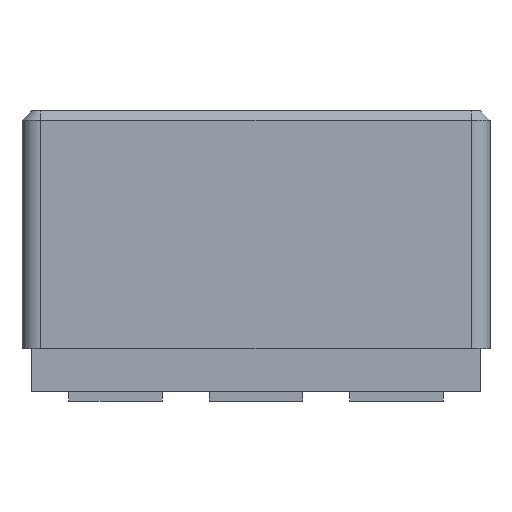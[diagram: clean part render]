
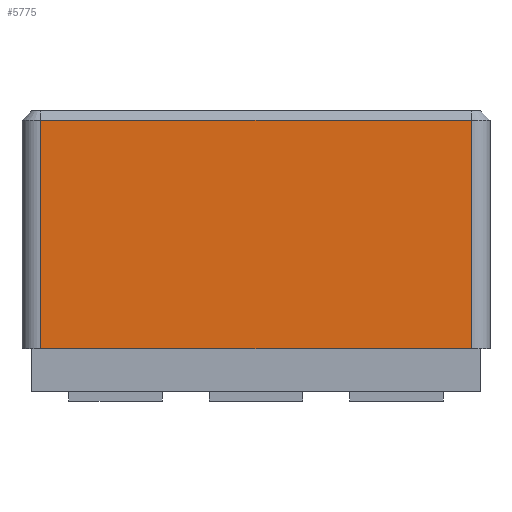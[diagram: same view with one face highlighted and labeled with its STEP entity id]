
A CAD part, front view. The second image highlights one B-rep face of the part: STEP entity #5775.
In plain terms, the highlighted planar face has unit normal (0, -1, 0).
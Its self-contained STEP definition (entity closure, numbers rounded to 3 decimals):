
#935 = PLANE('',#936);
#936 = AXIS2_PLACEMENT_3D('',#937,#938,#939);
#937 = CARTESIAN_POINT('',(-1.15,-2.425,1.475));
#938 = DIRECTION('',(0.,0.707,-0.707));
#939 = DIRECTION('',(-1.,0.,0.));
#1742 = PLANE('',#1743);
#1743 = AXIS2_PLACEMENT_3D('',#1744,#1745,#1746);
#1744 = CARTESIAN_POINT('',(-0.007,-0.013,0.23
    ));
#1745 = DIRECTION('',(0.,0.,-1.));
#1746 = DIRECTION('',(-1.,0.,0.));
#2623 = VERTEX_POINT('',#2624);
#2624 = CARTESIAN_POINT('',(-1.15,-2.45,1.45));
#2639 = CYLINDRICAL_SURFACE('',#2640,0.1);
#2640 = AXIS2_PLACEMENT_3D('',#2641,#2642,#2643);
#2641 = CARTESIAN_POINT('',(-1.15,-2.35,0.23));
#2642 = DIRECTION('',(-0.,-0.,-1.));
#2643 = DIRECTION('',(1.,0.,0.));
#2749 = EDGE_CURVE('',#2623,#2750,#2752,.T.);
#2750 = VERTEX_POINT('',#2751);
#2751 = CARTESIAN_POINT('',(1.15,-2.45,1.45));
#2752 = SURFACE_CURVE('',#2753,(#2757,#2764),.PCURVE_S1.);
#2753 = LINE('',#2754,#2755);
#2754 = CARTESIAN_POINT('',(-1.15,-2.45,1.45));
#2755 = VECTOR('',#2756,1.);
#2756 = DIRECTION('',(1.,0.,0.));
#2757 = PCURVE('',#935,#2758);
#2758 = DEFINITIONAL_REPRESENTATION('',(#2759),#2763);
#2759 = LINE('',#2760,#2761);
#2760 = CARTESIAN_POINT('',(-0.,-0.035));
#2761 = VECTOR('',#2762,1.);
#2762 = DIRECTION('',(-1.,0.));
#2763 = ( GEOMETRIC_REPRESENTATION_CONTEXT(2) 
PARAMETRIC_REPRESENTATION_CONTEXT() REPRESENTATION_CONTEXT('2D SPACE',''
  ) );
#2764 = PCURVE('',#2765,#2770);
#2765 = PLANE('',#2766);
#2766 = AXIS2_PLACEMENT_3D('',#2767,#2768,#2769);
#2767 = CARTESIAN_POINT('',(1.15,-2.45,0.23));
#2768 = DIRECTION('',(0.,-1.,0.));
#2769 = DIRECTION('',(-1.,0.,0.));
#2770 = DEFINITIONAL_REPRESENTATION('',(#2771),#2775);
#2771 = LINE('',#2772,#2773);
#2772 = CARTESIAN_POINT('',(2.3,-1.22));
#2773 = VECTOR('',#2774,1.);
#2774 = DIRECTION('',(-1.,0.));
#2775 = ( GEOMETRIC_REPRESENTATION_CONTEXT(2) 
PARAMETRIC_REPRESENTATION_CONTEXT() REPRESENTATION_CONTEXT('2D SPACE',''
  ) );
#2816 = CYLINDRICAL_SURFACE('',#2817,0.1);
#2817 = AXIS2_PLACEMENT_3D('',#2818,#2819,#2820);
#2818 = CARTESIAN_POINT('',(1.15,-2.35,0.23));
#2819 = DIRECTION('',(-0.,-0.,-1.));
#2820 = DIRECTION('',(1.,0.,0.));
#5359 = VERTEX_POINT('',#5360);
#5360 = CARTESIAN_POINT('',(1.15,-2.45,0.23));
#5386 = EDGE_CURVE('',#5359,#5387,#5389,.T.);
#5387 = VERTEX_POINT('',#5388);
#5388 = CARTESIAN_POINT('',(-1.15,-2.45,0.23));
#5389 = SURFACE_CURVE('',#5390,(#5394,#5401),.PCURVE_S1.);
#5390 = LINE('',#5391,#5392);
#5391 = CARTESIAN_POINT('',(1.15,-2.45,0.23));
#5392 = VECTOR('',#5393,1.);
#5393 = DIRECTION('',(-1.,0.,0.));
#5394 = PCURVE('',#1742,#5395);
#5395 = DEFINITIONAL_REPRESENTATION('',(#5396),#5400);
#5396 = LINE('',#5397,#5398);
#5397 = CARTESIAN_POINT('',(-1.157,-2.437));
#5398 = VECTOR('',#5399,1.);
#5399 = DIRECTION('',(1.,0.));
#5400 = ( GEOMETRIC_REPRESENTATION_CONTEXT(2) 
PARAMETRIC_REPRESENTATION_CONTEXT() REPRESENTATION_CONTEXT('2D SPACE',''
  ) );
#5401 = PCURVE('',#2765,#5402);
#5402 = DEFINITIONAL_REPRESENTATION('',(#5403),#5407);
#5403 = LINE('',#5404,#5405);
#5404 = CARTESIAN_POINT('',(0.,-0.));
#5405 = VECTOR('',#5406,1.);
#5406 = DIRECTION('',(1.,0.));
#5407 = ( GEOMETRIC_REPRESENTATION_CONTEXT(2) 
PARAMETRIC_REPRESENTATION_CONTEXT() REPRESENTATION_CONTEXT('2D SPACE',''
  ) );
#5727 = EDGE_CURVE('',#5387,#2623,#5728,.T.);
#5728 = SURFACE_CURVE('',#5729,(#5733,#5740),.PCURVE_S1.);
#5729 = LINE('',#5730,#5731);
#5730 = CARTESIAN_POINT('',(-1.15,-2.45,0.23));
#5731 = VECTOR('',#5732,1.);
#5732 = DIRECTION('',(0.,0.,1.));
#5733 = PCURVE('',#2639,#5734);
#5734 = DEFINITIONAL_REPRESENTATION('',(#5735),#5739);
#5735 = LINE('',#5736,#5737);
#5736 = CARTESIAN_POINT('',(-4.712,0.));
#5737 = VECTOR('',#5738,1.);
#5738 = DIRECTION('',(-0.,-1.));
#5739 = ( GEOMETRIC_REPRESENTATION_CONTEXT(2) 
PARAMETRIC_REPRESENTATION_CONTEXT() REPRESENTATION_CONTEXT('2D SPACE',''
  ) );
#5740 = PCURVE('',#2765,#5741);
#5741 = DEFINITIONAL_REPRESENTATION('',(#5742),#5746);
#5742 = LINE('',#5743,#5744);
#5743 = CARTESIAN_POINT('',(2.3,0.));
#5744 = VECTOR('',#5745,1.);
#5745 = DIRECTION('',(0.,-1.));
#5746 = ( GEOMETRIC_REPRESENTATION_CONTEXT(2) 
PARAMETRIC_REPRESENTATION_CONTEXT() REPRESENTATION_CONTEXT('2D SPACE',''
  ) );
#5775 = ADVANCED_FACE('',(#5776),#2765,.T.);
#5776 = FACE_BOUND('',#5777,.T.);
#5777 = EDGE_LOOP('',(#5778,#5799,#5800,#5801));
#5778 = ORIENTED_EDGE('',*,*,#5779,.T.);
#5779 = EDGE_CURVE('',#5359,#2750,#5780,.T.);
#5780 = SURFACE_CURVE('',#5781,(#5785,#5792),.PCURVE_S1.);
#5781 = LINE('',#5782,#5783);
#5782 = CARTESIAN_POINT('',(1.15,-2.45,0.23));
#5783 = VECTOR('',#5784,1.);
#5784 = DIRECTION('',(0.,0.,1.));
#5785 = PCURVE('',#2765,#5786);
#5786 = DEFINITIONAL_REPRESENTATION('',(#5787),#5791);
#5787 = LINE('',#5788,#5789);
#5788 = CARTESIAN_POINT('',(0.,-0.));
#5789 = VECTOR('',#5790,1.);
#5790 = DIRECTION('',(0.,-1.));
#5791 = ( GEOMETRIC_REPRESENTATION_CONTEXT(2) 
PARAMETRIC_REPRESENTATION_CONTEXT() REPRESENTATION_CONTEXT('2D SPACE',''
  ) );
#5792 = PCURVE('',#2816,#5793);
#5793 = DEFINITIONAL_REPRESENTATION('',(#5794),#5798);
#5794 = LINE('',#5795,#5796);
#5795 = CARTESIAN_POINT('',(-4.712,0.));
#5796 = VECTOR('',#5797,1.);
#5797 = DIRECTION('',(-0.,-1.));
#5798 = ( GEOMETRIC_REPRESENTATION_CONTEXT(2) 
PARAMETRIC_REPRESENTATION_CONTEXT() REPRESENTATION_CONTEXT('2D SPACE',''
  ) );
#5799 = ORIENTED_EDGE('',*,*,#2749,.F.);
#5800 = ORIENTED_EDGE('',*,*,#5727,.F.);
#5801 = ORIENTED_EDGE('',*,*,#5386,.F.);
